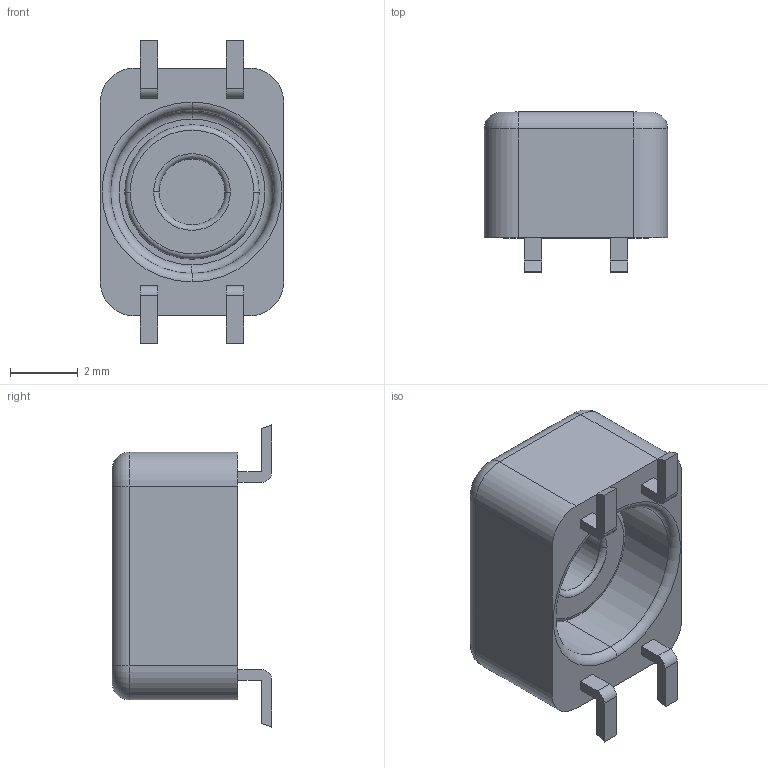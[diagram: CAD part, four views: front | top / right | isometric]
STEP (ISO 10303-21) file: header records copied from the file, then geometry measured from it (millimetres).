
FILE_DESCRIPTION (( 'STEP AP214' ), '1' );
FILE_NAME ('TOR_0608.STEP', '2019-02-01T15:10:53', ( '' ), ( '' ), 'SwSTEP 2.0', 'SolidWorks 2017', '' );
FILE_SCHEMA (( 'AUTOMOTIVE_DESIGN' ));
Length unit declared in the file: millimetre
Products named in the file (3): 150-2131_6A; 250-0608_6A; TOR_0608
Assembly tree (2 placements, depth 2):
  TOR_0608
    250-0608_6A
    150-2131_6A
Bounding box: 5.4 x 4.7 x 8.9 mm (x, y, z)
Volume: 86.8 mm3; surface area: 306.4 mm2
Topology: 1 solids, 3 shells, 85 faces, 194 edges, 120 vertices
Faces by surface type: plane 39, torus 24, cylinder 22
Entity records: 3017 total; most frequent: DIRECTION 464, CARTESIAN_POINT 405, ORIENTED_EDGE 388, EDGE_CURVE 194, AXIS2_PLACEMENT_3D 179, VERTEX_POINT 120, VECTOR 106, LINE 106
